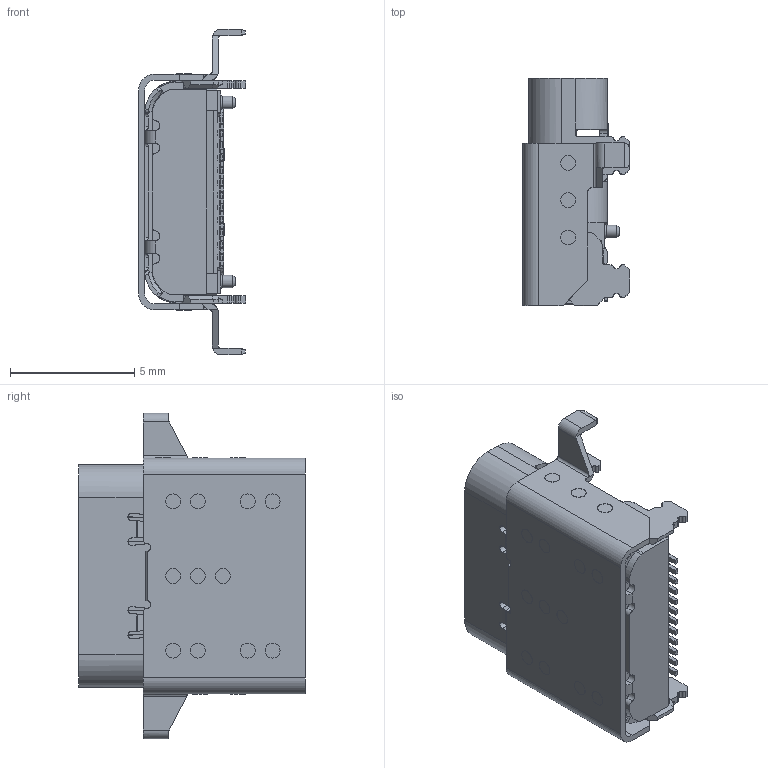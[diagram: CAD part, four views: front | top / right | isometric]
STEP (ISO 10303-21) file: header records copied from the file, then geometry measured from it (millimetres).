
FILE_DESCRIPTION(/* description */ ('STEP AP242','CAx-IF Rec.Pracs.---Representation and Presentation of Product Manufacturing Information (PMI)---4.0---2014-10-13','CAx-IF Rec.Pracs.---3D Tessellated Geometry---0.4---2014-09-14','2;1'),/* implementation_level */ '2;1');
FILE_NAME(/* name */ '6181660e084e973d89a69105',/* time_stamp */ '2021-11-02T16:23:46+00:00',/* author */ (''),/* organization */ (''),/* preprocessor_version */ 'ST-DEVELOPER v18.1',/* originating_system */ ' ',/* authorisation */ ' ');
FILE_SCHEMA (('AP242_MANAGED_MODEL_BASED_3D_ENGINEERING_MIM_LF { 1 0 10303 442 1 1 4 }'));
Length unit declared in the file: metre
Products named in the file (1): MANIFOLD_SOLID_BREP_14483_1_1_1
Bounding box: 4.32 x 9.12 x 13.09 mm (x, y, z)
Volume: 158.3 mm3; surface area: 762.1 mm2
Topology: 1 solids, 3 shells, 1799 faces, 5132 edges, 3321 vertices
Faces by surface type: plane 1315, cylinder 414, torus 42, cone 26, bspline 2
Full cylindrical faces by diameter (mm): 0.5 x2, 0.6 x17
Entity records: 58185 total; most frequent: CARTESIAN_POINT 10918, ORIENTED_EDGE 10186, DIRECTION 9416, EDGE_CURVE 5093, LINE 3990, VECTOR 3990, VERTEX_POINT 3313, AXIS2_PLACEMENT_3D 2713
